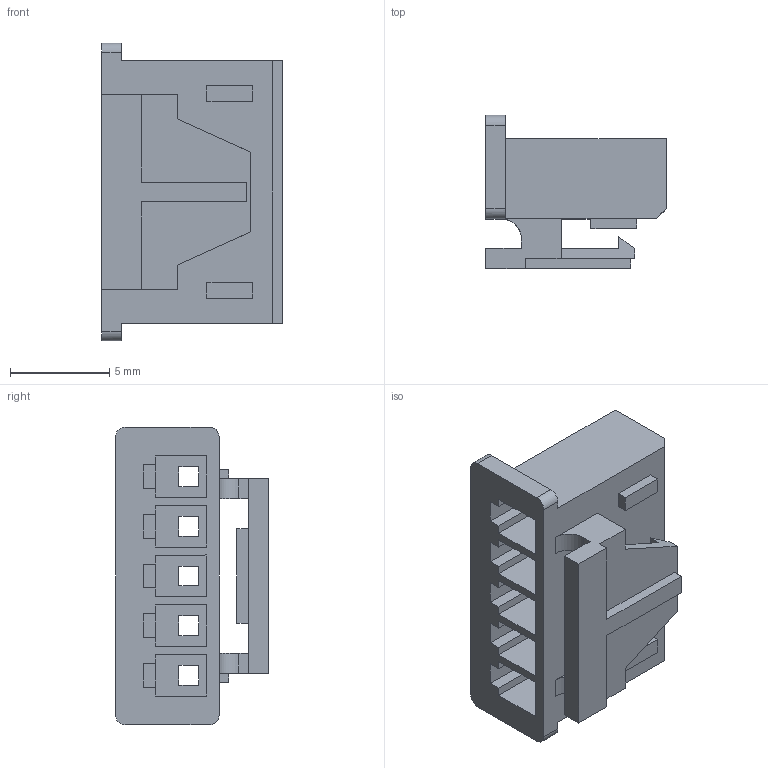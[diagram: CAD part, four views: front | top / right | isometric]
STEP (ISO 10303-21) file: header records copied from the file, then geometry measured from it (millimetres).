
FILE_DESCRIPTION (( 'STEP AP214' ), '1' );
FILE_NAME ('FHG25006-S05M2W1B-REF .STEP', '2026-03-03T07:12:33', ( '' ), ( '' ), 'SwSTEP 2.0', 'SolidWorks 2021', '' );
FILE_SCHEMA (( 'AUTOMOTIVE_DESIGN' ));
Length unit declared in the file: millimetre
Products named in the file (1): FHG25006-S05M2W1B-REF 
Bounding box: 9.1 x 7.7 x 15 mm (x, y, z)
Volume: 305.5 mm3; surface area: 1035 mm2
Topology: 1 solids, 1 shells, 154 faces, 435 edges, 280 vertices
Faces by surface type: plane 148, cylinder 6
Entity records: 4925 total; most frequent: CARTESIAN_POINT 882, ORIENTED_EDGE 870, DIRECTION 749, EDGE_CURVE 435, LINE 423, VECTOR 423, VERTEX_POINT 280, EDGE_LOOP 173
